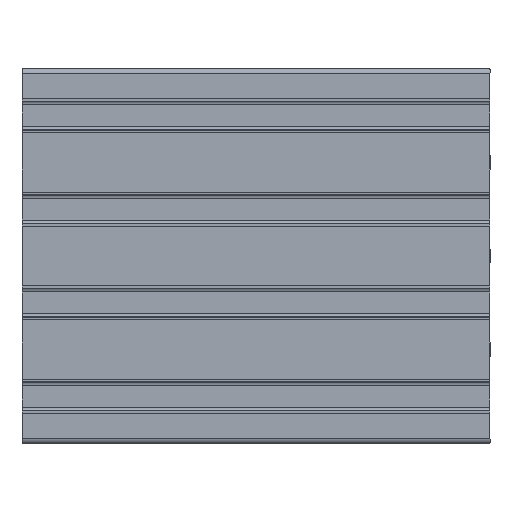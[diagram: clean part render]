
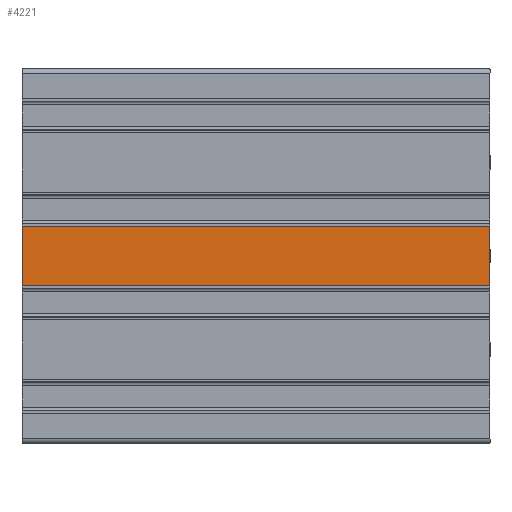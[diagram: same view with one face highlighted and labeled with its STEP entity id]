
A CAD part, left-side view. The second image highlights one B-rep face of the part: STEP entity #4221.
In plain terms, the highlighted planar face has unit normal (-1, 0, 0).
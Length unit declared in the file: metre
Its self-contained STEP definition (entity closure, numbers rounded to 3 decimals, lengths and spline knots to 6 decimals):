
#371=FACE_OUTER_BOUND('',#581,.T.);
#581=EDGE_LOOP('',(#3261,#3262,#3263,#3264));
#1015=LINE('',#6715,#1507);
#1016=LINE('',#6718,#1508);
#1017=LINE('',#6720,#1509);
#1018=LINE('',#6721,#1510);
#1507=VECTOR('',#5464,0.1);
#1508=VECTOR('',#5467,0.0128);
#1509=VECTOR('',#5468,0.0128);
#1510=VECTOR('',#5469,0.1);
#1945=VERTEX_POINT('',#6711);
#1946=VERTEX_POINT('',#6713);
#1947=VERTEX_POINT('',#6717);
#1948=VERTEX_POINT('',#6719);
#2499=EDGE_CURVE('',#1946,#1945,#1015,.T.);
#2500=EDGE_CURVE('',#1947,#1945,#1016,.T.);
#2501=EDGE_CURVE('',#1948,#1946,#1017,.T.);
#2502=EDGE_CURVE('',#1948,#1947,#1018,.T.);
#3261=ORIENTED_EDGE('',*,*,#2500,.T.);
#3262=ORIENTED_EDGE('',*,*,#2499,.F.);
#3263=ORIENTED_EDGE('',*,*,#2501,.F.);
#3264=ORIENTED_EDGE('',*,*,#2502,.T.);
#4035=PLANE('',#4538);
#4221=ADVANCED_FACE('',(#371),#4035,.F.);
#4538=AXIS2_PLACEMENT_3D('',#6716,#5465,#5466);
#5464=DIRECTION('',(0.,1.,0.));
#5465=DIRECTION('center_axis',(1.,0.,0.));
#5466=DIRECTION('ref_axis',(0.,0.,-1.));
#5467=DIRECTION('',(0.,0.,-1.));
#5468=DIRECTION('',(0.,0.,-1.));
#5469=DIRECTION('',(0.,1.,0.));
#6711=CARTESIAN_POINT('',(0.081194,0.023094,-0.0274));
#6713=CARTESIAN_POINT('',(0.081194,-0.076906,-0.0274));
#6715=CARTESIAN_POINT('',(0.081194,-0.076906,-0.0274));
#6716=CARTESIAN_POINT('Origin',(0.081194,-0.976906,-0.0274));
#6717=CARTESIAN_POINT('',(0.081194,0.023094,-0.0146));
#6718=CARTESIAN_POINT('',(0.081194,0.023094,-0.0146));
#6719=CARTESIAN_POINT('',(0.081194,-0.076906,-0.0146));
#6720=CARTESIAN_POINT('',(0.081194,-0.076906,-0.0146));
#6721=CARTESIAN_POINT('',(0.081194,-0.076906,-0.0146));
